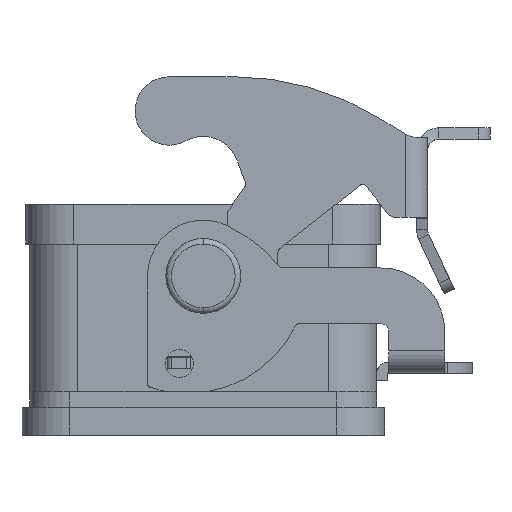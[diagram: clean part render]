
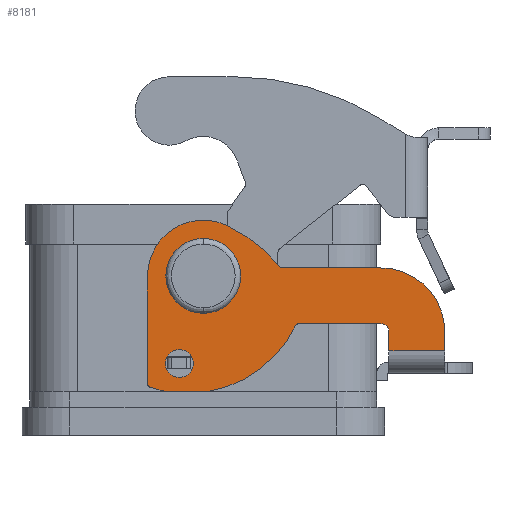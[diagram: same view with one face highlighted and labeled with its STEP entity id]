
A CAD part, left-side view. The second image highlights one B-rep face of the part: STEP entity #8181.
In plain terms, the highlighted planar face has unit normal (-1, 0, 0).
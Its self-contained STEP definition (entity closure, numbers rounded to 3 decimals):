
#451=CARTESIAN_POINT('',(-65.0,1.25,-11.0));
#452=VERTEX_POINT('',#451);
#468=CARTESIAN_POINT('',(-65.0,4.75,-11.0));
#469=VERTEX_POINT('',#468);
#476=CARTESIAN_POINT('',(-65.0,3.,-11.0));
#477=DIRECTION('',(1.0,0.0,0.0));
#478=DIRECTION('',(0.0,-1.0,0.0));
#479=AXIS2_PLACEMENT_3D('',#476,#477,#478);
#480=CIRCLE('',#479,1.75);
#481=EDGE_CURVE('',#452,#469,#480,.T.);
#1795=CARTESIAN_POINT('',(-65.0,0.,2.5));
#1796=VERTEX_POINT('',#1795);
#1805=CARTESIAN_POINT('',(-65.0,2.5,0.));
#1806=VERTEX_POINT('',#1805);
#1807=CARTESIAN_POINT('',(-65.0,0.0,0.0));
#1808=DIRECTION('',(1.0,0.0,0.0));
#1809=DIRECTION('',(0.0,-1.0,0.0));
#1810=AXIS2_PLACEMENT_3D('',#1807,#1808,#1809);
#1811=CIRCLE('',#1810,2.5);
#1812=EDGE_CURVE('',#1806,#1796,#1811,.T.);
#1814=CARTESIAN_POINT('',(-65.0,0.,-2.5));
#1815=VERTEX_POINT('',#1814);
#1816=CARTESIAN_POINT('',(-65.0,0.0,0.0));
#1817=DIRECTION('',(1.0,0.0,0.0));
#1818=DIRECTION('',(0.0,-1.0,0.0));
#1819=AXIS2_PLACEMENT_3D('',#1816,#1817,#1818);
#1820=CIRCLE('',#1819,2.5);
#1821=EDGE_CURVE('',#1815,#1806,#1820,.T.);
#2092=CARTESIAN_POINT('',(-65.0,0.0,0.0));
#2093=DIRECTION('',(1.0,0.0,0.0));
#2094=DIRECTION('',(0.0,-1.0,0.0));
#2095=AXIS2_PLACEMENT_3D('',#2092,#2093,#2094);
#2096=CIRCLE('',#2095,2.5);
#2097=EDGE_CURVE('',#1796,#1815,#2096,.T.);
#4971=CARTESIAN_POINT('',(-65.0,4.584,-14.5));
#4972=VERTEX_POINT('',#4971);
#4973=CARTESIAN_POINT('',(-65.0,-0.694,-14.5));
#4974=VERTEX_POINT('',#4973);
#4975=CARTESIAN_POINT('',(-65.0,4.584,-14.5));
#4976=DIRECTION('',(0.0,-1.0,0.0));
#4977=VECTOR('',#4976,5.278);
#4978=LINE('',#4975,#4977);
#4979=EDGE_CURVE('',#4972,#4974,#4978,.T.);
#5925=CARTESIAN_POINT('',(-65.0,6.657,-13.975));
#5926=VERTEX_POINT('',#5925);
#5927=CARTESIAN_POINT('',(-65.0,1.945,0.266));
#5928=DIRECTION('',(-1.,0.0,0.0));
#5929=DIRECTION('',(0.0,0.9,0.437));
#5930=AXIS2_PLACEMENT_3D('',#5927,#5928,#5929);
#5931=CIRCLE('',#5930,15.0);
#5932=EDGE_CURVE('',#5926,#4972,#5931,.T.);
#7996=CARTESIAN_POINT('',(-65.,-23.3,-9.417));
#7997=VERTEX_POINT('',#7996);
#8006=CARTESIAN_POINT('',(-65.,-30.3,-9.417));
#8007=VERTEX_POINT('',#8006);
#8015=CARTESIAN_POINT('',(-65.,-23.3,-9.417));
#8016=DIRECTION('',(0.0,-1.0,0.0));
#8017=VECTOR('',#8016,7.);
#8018=LINE('',#8015,#8017);
#8019=EDGE_CURVE('',#7997,#8007,#8018,.T.);
#8048=CARTESIAN_POINT('',(-65.0,-19.922,-27.496));
#8049=DIRECTION('',(1.0,0.0,0.0));
#8050=DIRECTION('',(0.0,0.0,-1.0));
#8051=AXIS2_PLACEMENT_3D('',#8048,#8049,#8050);
#8052=PLANE('',#8051);
#8053=ORIENTED_EDGE('',*,*,#4979,.T.);
#8054=CARTESIAN_POINT('',(-65.0,-11.55,-6.282));
#8055=VERTEX_POINT('',#8054);
#8056=CARTESIAN_POINT('',(-65.0,1.945,0.266));
#8057=DIRECTION('',(-1.,0.0,0.0));
#8058=DIRECTION('',(0.0,0.9,0.437));
#8059=AXIS2_PLACEMENT_3D('',#8056,#8057,#8058);
#8060=CIRCLE('',#8059,15.0);
#8061=EDGE_CURVE('',#4974,#8055,#8060,.T.);
#8062=ORIENTED_EDGE('',*,*,#8061,.T.);
#8063=CARTESIAN_POINT('',(-65.0,-12.0,-6.));
#8064=VERTEX_POINT('',#8063);
#8065=CARTESIAN_POINT('',(-65.0,-12.0,-6.5));
#8066=DIRECTION('',(1.0,0.0,0.0));
#8067=DIRECTION('',(0.0,0.9,0.437));
#8068=AXIS2_PLACEMENT_3D('',#8065,#8066,#8067);
#8069=CIRCLE('',#8068,0.5);
#8070=EDGE_CURVE('',#8055,#8064,#8069,.T.);
#8071=ORIENTED_EDGE('',*,*,#8070,.T.);
#8072=CARTESIAN_POINT('',(-65.0,-22.3,-6.));
#8073=VERTEX_POINT('',#8072);
#8074=CARTESIAN_POINT('',(-65.0,-12.0,-6.));
#8075=DIRECTION('',(0.0,-1.0,0.0));
#8076=VECTOR('',#8075,10.3);
#8077=LINE('',#8074,#8076);
#8078=EDGE_CURVE('',#8064,#8073,#8077,.T.);
#8079=ORIENTED_EDGE('',*,*,#8078,.T.);
#8080=CARTESIAN_POINT('',(-65.0,-23.3,-7.));
#8081=VERTEX_POINT('',#8080);
#8082=CARTESIAN_POINT('',(-65.0,-22.3,-7.));
#8083=DIRECTION('',(1.0,0.0,0.0));
#8084=DIRECTION('',(0.0,0.0,1.0));
#8085=AXIS2_PLACEMENT_3D('',#8082,#8083,#8084);
#8086=CIRCLE('',#8085,1.0);
#8087=EDGE_CURVE('',#8073,#8081,#8086,.T.);
#8088=ORIENTED_EDGE('',*,*,#8087,.T.);
#8089=CARTESIAN_POINT('',(-65.0,-23.3,-7.));
#8090=DIRECTION('',(0.0,0.0,-1.0));
#8091=VECTOR('',#8090,2.417);
#8092=LINE('',#8089,#8091);
#8093=EDGE_CURVE('',#8081,#7997,#8092,.T.);
#8094=ORIENTED_EDGE('',*,*,#8093,.T.);
#8095=ORIENTED_EDGE('',*,*,#8019,.T.);
#8096=CARTESIAN_POINT('',(-65.0,-30.3,-7.));
#8097=VERTEX_POINT('',#8096);
#8098=CARTESIAN_POINT('',(-65.,-30.3,-9.417));
#8099=DIRECTION('',(0.0,0.0,1.0));
#8100=VECTOR('',#8099,2.417);
#8101=LINE('',#8098,#8100);
#8102=EDGE_CURVE('',#8007,#8097,#8101,.T.);
#8103=ORIENTED_EDGE('',*,*,#8102,.T.);
#8104=CARTESIAN_POINT('',(-65.0,-22.3,1.));
#8105=VERTEX_POINT('',#8104);
#8106=CARTESIAN_POINT('',(-65.0,-22.3,-7.));
#8107=DIRECTION('',(-1.0,0.0,0.0));
#8108=DIRECTION('',(0.0,0.0,-1.0));
#8109=AXIS2_PLACEMENT_3D('',#8106,#8107,#8108);
#8110=CIRCLE('',#8109,8.0);
#8111=EDGE_CURVE('',#8097,#8105,#8110,.T.);
#8112=ORIENTED_EDGE('',*,*,#8111,.T.);
#8113=CARTESIAN_POINT('',(-65.0,-10.0,1.));
#8114=VERTEX_POINT('',#8113);
#8115=CARTESIAN_POINT('',(-65.0,-22.3,1.));
#8116=DIRECTION('',(0.0,1.0,0.0));
#8117=VECTOR('',#8116,12.3);
#8118=LINE('',#8115,#8117);
#8119=EDGE_CURVE('',#8105,#8114,#8118,.T.);
#8120=ORIENTED_EDGE('',*,*,#8119,.T.);
#8121=CARTESIAN_POINT('',(-65.0,-9.617,1.178));
#8122=VERTEX_POINT('',#8121);
#8123=CARTESIAN_POINT('',(-65.0,-10.0,1.5));
#8124=DIRECTION('',(1.0,0.0,0.0));
#8125=DIRECTION('',(0.0,0.0,-1.0));
#8126=AXIS2_PLACEMENT_3D('',#8123,#8124,#8125);
#8127=CIRCLE('',#8126,0.5);
#8128=EDGE_CURVE('',#8114,#8122,#8127,.T.);
#8129=ORIENTED_EDGE('',*,*,#8128,.T.);
#8130=CARTESIAN_POINT('',(-65.0,-3.068,6.292));
#8131=VERTEX_POINT('',#8130);
#8132=CARTESIAN_POINT('',(-65.0,5.697,-11.685));
#8133=DIRECTION('',(-1.,0.0,0.0));
#8134=DIRECTION('',(0.0,0.438,-0.899));
#8135=AXIS2_PLACEMENT_3D('',#8132,#8133,#8134);
#8136=CIRCLE('',#8135,20.0);
#8137=EDGE_CURVE('',#8122,#8131,#8136,.T.);
#8138=ORIENTED_EDGE('',*,*,#8137,.T.);
#8139=CARTESIAN_POINT('',(-65.0,7.,0.0));
#8140=VERTEX_POINT('',#8139);
#8141=CARTESIAN_POINT('',(-65.0,0.0,0.0));
#8142=DIRECTION('',(-1.0,0.0,0.0));
#8143=DIRECTION('',(0.0,-1.0,0.0));
#8144=AXIS2_PLACEMENT_3D('',#8141,#8142,#8143);
#8145=CIRCLE('',#8144,7.);
#8146=EDGE_CURVE('',#8131,#8140,#8145,.T.);
#8147=ORIENTED_EDGE('',*,*,#8146,.T.);
#8148=CARTESIAN_POINT('',(-65.0,7.,-13.5));
#8149=VERTEX_POINT('',#8148);
#8150=CARTESIAN_POINT('',(-65.0,7.,0.0));
#8151=DIRECTION('',(0.0,0.0,-1.0));
#8152=VECTOR('',#8151,13.5);
#8153=LINE('',#8150,#8152);
#8154=EDGE_CURVE('',#8140,#8149,#8153,.T.);
#8155=ORIENTED_EDGE('',*,*,#8154,.T.);
#8156=CARTESIAN_POINT('',(-65.0,6.5,-13.5));
#8157=DIRECTION('',(-1.,0.0,0.0));
#8158=DIRECTION('',(0.0,-0.314,0.949));
#8159=AXIS2_PLACEMENT_3D('',#8156,#8157,#8158);
#8160=CIRCLE('',#8159,0.5);
#8161=EDGE_CURVE('',#8149,#5926,#8160,.T.);
#8162=ORIENTED_EDGE('',*,*,#8161,.T.);
#8163=ORIENTED_EDGE('',*,*,#5932,.T.);
#8164=EDGE_LOOP('',(#8053,#8062,#8071,#8079,#8088,#8094,#8095,#8103,#8112,#8120,#8129,#8138,#8147,#8155,#8162,#8163));
#8165=FACE_OUTER_BOUND('',#8164,.T.);
#8166=ORIENTED_EDGE('',*,*,#1812,.T.);
#8167=ORIENTED_EDGE('',*,*,#2097,.T.);
#8168=ORIENTED_EDGE('',*,*,#1821,.T.);
#8169=EDGE_LOOP('',(#8166,#8167,#8168));
#8170=FACE_BOUND('',#8169,.T.);
#8171=CARTESIAN_POINT('',(-65.0,3.,-11.0));
#8172=DIRECTION('',(1.0,0.0,0.0));
#8173=DIRECTION('',(0.0,-1.0,0.0));
#8174=AXIS2_PLACEMENT_3D('',#8171,#8172,#8173);
#8175=CIRCLE('',#8174,1.75);
#8176=EDGE_CURVE('',#469,#452,#8175,.T.);
#8177=ORIENTED_EDGE('',*,*,#8176,.T.);
#8178=ORIENTED_EDGE('',*,*,#481,.T.);
#8179=EDGE_LOOP('',(#8177,#8178));
#8180=FACE_BOUND('',#8179,.T.);
#8181=ADVANCED_FACE('',(#8165,#8170,#8180),#8052,.F.);
